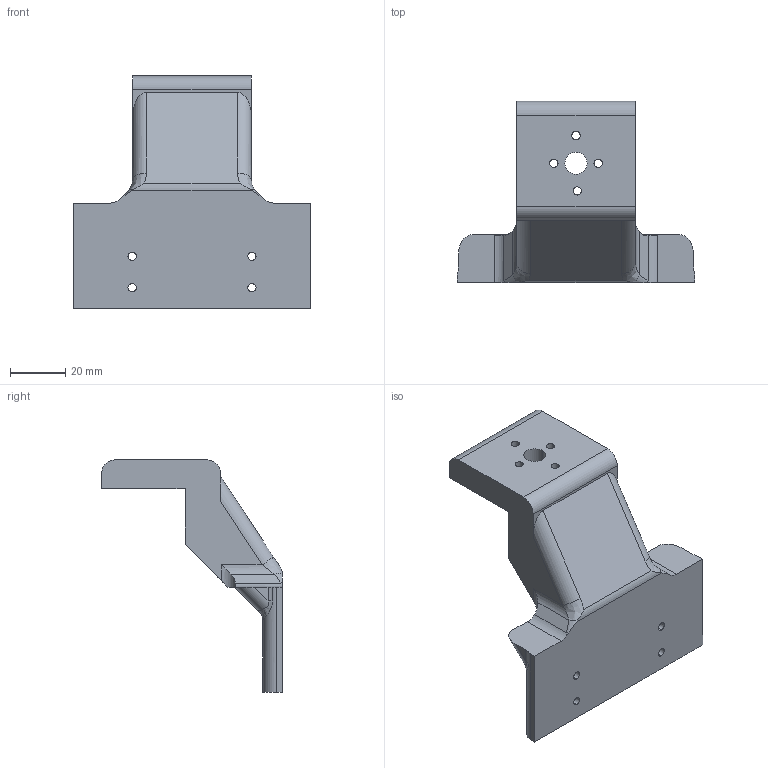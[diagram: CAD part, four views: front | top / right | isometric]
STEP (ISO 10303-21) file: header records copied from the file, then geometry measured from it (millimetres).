
FILE_DESCRIPTION (( 'STEP AP214' ), '1' );
FILE_NAME ('gligar_fangs.STEP', '2025-02-23T16:35:14', ( '' ), ( '' ), 'SwSTEP 2.0', 'SolidWorks 2023', '' );
FILE_SCHEMA (( 'AUTOMOTIVE_DESIGN' ));
Length unit declared in the file: metre
Products named in the file (1): gligar_fangs
Bounding box: 86 x 65.37 x 84 mm (x, y, z)
Volume: 66377.6 mm3; surface area: 20530.1 mm2
Topology: 1 solids, 1 shells, 92 faces, 252 edges, 159 vertices
Faces by surface type: cylinder 46, plane 35, bspline 8, sphere 2, torus 1
Entity records: 3320 total; most frequent: CARTESIAN_POINT 1035, ORIENTED_EDGE 500, DIRECTION 448, EDGE_CURVE 250, AXIS2_PLACEMENT_3D 160, VERTEX_POINT 159, LINE 128, VECTOR 128
